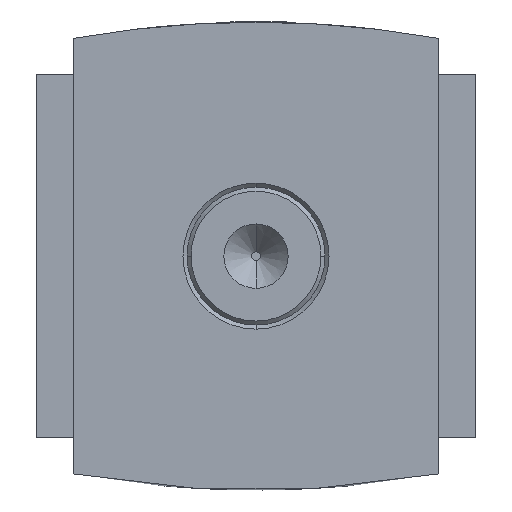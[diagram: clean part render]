
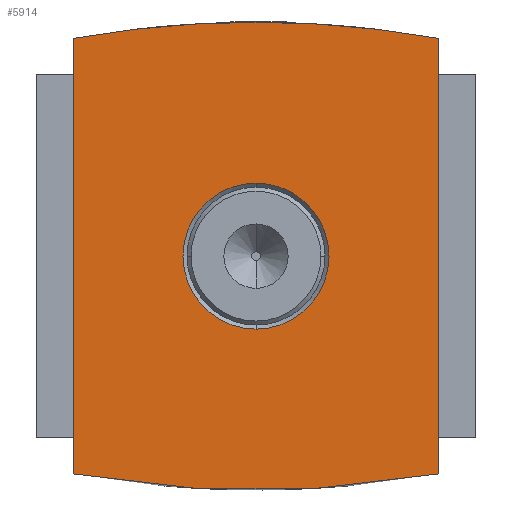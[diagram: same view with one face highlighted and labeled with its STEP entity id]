
A CAD part, front view. The second image highlights one B-rep face of the part: STEP entity #5914.
In plain terms, the highlighted planar face has unit normal (0, -1, 0).
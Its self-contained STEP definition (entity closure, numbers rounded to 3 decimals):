
#135 = LINE ( 'NONE', #2868, #1860 ) ;
#244 = VERTEX_POINT ( 'NONE', #11790 ) ;
#413 = EDGE_LOOP ( 'NONE', ( #3078, #1657, #1508, #7703, #6487 ) ) ;
#689 = DIRECTION ( 'NONE',  ( 0., 0., 1. ) ) ;
#889 = EDGE_CURVE ( 'NONE', #5061, #244, #135, .T. ) ;
#1145 = CIRCLE ( 'NONE', #6764, 10.477 ) ;
#1203 = EDGE_CURVE ( 'NONE', #3622, #6267, #8318, .T. ) ;
#1243 = EDGE_CURVE ( 'NONE', #7218, #5359, #1145, .T. ) ;
#1508 = ORIENTED_EDGE ( 'NONE', *, *, #5867, .F. ) ;
#1657 = ORIENTED_EDGE ( 'NONE', *, *, #10376, .F. ) ;
#1860 = VECTOR ( 'NONE', #11184, 1000. ) ;
#2360 = DIRECTION ( 'NONE',  ( 0., -1., 0. ) ) ;
#2372 = DIRECTION ( 'NONE',  ( 0., 0., 1. ) ) ;
#2382 = CARTESIAN_POINT ( 'NONE',  ( 0., -37.5, -116.435 ) ) ;
#2389 = ORIENTED_EDGE ( 'NONE', *, *, #6200, .F. ) ;
#2647 = DIRECTION ( 'NONE',  ( 0., 0., -1. ) ) ;
#2801 = CARTESIAN_POINT ( 'NONE',  ( 26.25, -37.5, -31.25 ) ) ;
#2868 = CARTESIAN_POINT ( 'NONE',  ( -26.25, -37.5, 116.435 ) ) ;
#3078 = ORIENTED_EDGE ( 'NONE', *, *, #889, .F. ) ;
#3271 = CIRCLE ( 'NONE', #10623, 150. ) ;
#3300 = DIRECTION ( 'NONE',  ( 0., 1., 0. ) ) ;
#3367 = DIRECTION ( 'NONE',  ( 0., 0., -1. ) ) ;
#3622 = VERTEX_POINT ( 'NONE', #5168 ) ;
#3752 = VECTOR ( 'NONE', #6868, 1000. ) ;
#3950 = ORIENTED_EDGE ( 'NONE', *, *, #1243, .F. ) ;
#3975 = AXIS2_PLACEMENT_3D ( 'NONE', #11981, #8312, #2647 ) ;
#4245 = DIRECTION ( 'NONE',  ( 0., 1., 0. ) ) ;
#5061 = VERTEX_POINT ( 'NONE', #6633 ) ;
#5168 = CARTESIAN_POINT ( 'NONE',  ( 0., -37.5, 33.565 ) ) ;
#5281 = AXIS2_PLACEMENT_3D ( 'NONE', #9744, #9700, #2372 ) ;
#5336 = FACE_BOUND ( 'NONE', #10536, .T. ) ;
#5359 = VERTEX_POINT ( 'NONE', #9478 ) ;
#5867 = EDGE_CURVE ( 'NONE', #6267, #11171, #9232, .T. ) ;
#5914 = ADVANCED_FACE ( 'NONE', ( #8939, #5336 ), #8677, .F. ) ;
#6002 = CARTESIAN_POINT ( 'NONE',  ( 0., -37.5, 116.435 ) ) ;
#6200 = EDGE_CURVE ( 'NONE', #5359, #7218, #11240, .T. ) ;
#6251 = CIRCLE ( 'NONE', #8349, 150. ) ;
#6267 = VERTEX_POINT ( 'NONE', #7460 ) ;
#6487 = ORIENTED_EDGE ( 'NONE', *, *, #7169, .F. ) ;
#6633 = CARTESIAN_POINT ( 'NONE',  ( -26.25, -37.5, -31.25 ) ) ;
#6764 = AXIS2_PLACEMENT_3D ( 'NONE', #9778, #2360, #3367 ) ;
#6868 = DIRECTION ( 'NONE',  ( 0., 0., -1. ) ) ;
#7010 = DIRECTION ( 'NONE',  ( 0., 1., 0. ) ) ;
#7169 = EDGE_CURVE ( 'NONE', #244, #3622, #3271, .T. ) ;
#7218 = VERTEX_POINT ( 'NONE', #11004 ) ;
#7238 = DIRECTION ( 'NONE',  ( 0., 0., 1. ) ) ;
#7460 = CARTESIAN_POINT ( 'NONE',  ( 26.25, -37.5, 31.25 ) ) ;
#7703 = ORIENTED_EDGE ( 'NONE', *, *, #1203, .F. ) ;
#7763 = DIRECTION ( 'NONE',  ( 0., 0., 1. ) ) ;
#8312 = DIRECTION ( 'NONE',  ( 0., -1., 0. ) ) ;
#8318 = CIRCLE ( 'NONE', #8448, 150. ) ;
#8349 = AXIS2_PLACEMENT_3D ( 'NONE', #6002, #7010, #7763 ) ;
#8448 = AXIS2_PLACEMENT_3D ( 'NONE', #9817, #4245, #689 ) ;
#8677 = PLANE ( 'NONE',  #5281 ) ;
#8764 = CARTESIAN_POINT ( 'NONE',  ( 26.25, -37.5, 116.435 ) ) ;
#8939 = FACE_OUTER_BOUND ( 'NONE', #413, .T. ) ;
#9232 = LINE ( 'NONE', #8764, #3752 ) ;
#9478 = CARTESIAN_POINT ( 'NONE',  ( 0., -37.5, -10.477 ) ) ;
#9700 = DIRECTION ( 'NONE',  ( 0., 1., 0. ) ) ;
#9744 = CARTESIAN_POINT ( 'NONE',  ( 0., -37.5, 116.435 ) ) ;
#9778 = CARTESIAN_POINT ( 'NONE',  ( 0., -37.5, 0. ) ) ;
#9817 = CARTESIAN_POINT ( 'NONE',  ( 0., -37.5, -116.435 ) ) ;
#10376 = EDGE_CURVE ( 'NONE', #11171, #5061, #6251, .T. ) ;
#10536 = EDGE_LOOP ( 'NONE', ( #2389, #3950 ) ) ;
#10623 = AXIS2_PLACEMENT_3D ( 'NONE', #2382, #3300, #7238 ) ;
#11004 = CARTESIAN_POINT ( 'NONE',  ( 0., -37.5, 10.477 ) ) ;
#11171 = VERTEX_POINT ( 'NONE', #2801 ) ;
#11184 = DIRECTION ( 'NONE',  ( 0., 0., 1. ) ) ;
#11240 = CIRCLE ( 'NONE', #3975, 10.477 ) ;
#11790 = CARTESIAN_POINT ( 'NONE',  ( -26.25, -37.5, 31.25 ) ) ;
#11981 = CARTESIAN_POINT ( 'NONE',  ( 0., -37.5, 0. ) ) ;
